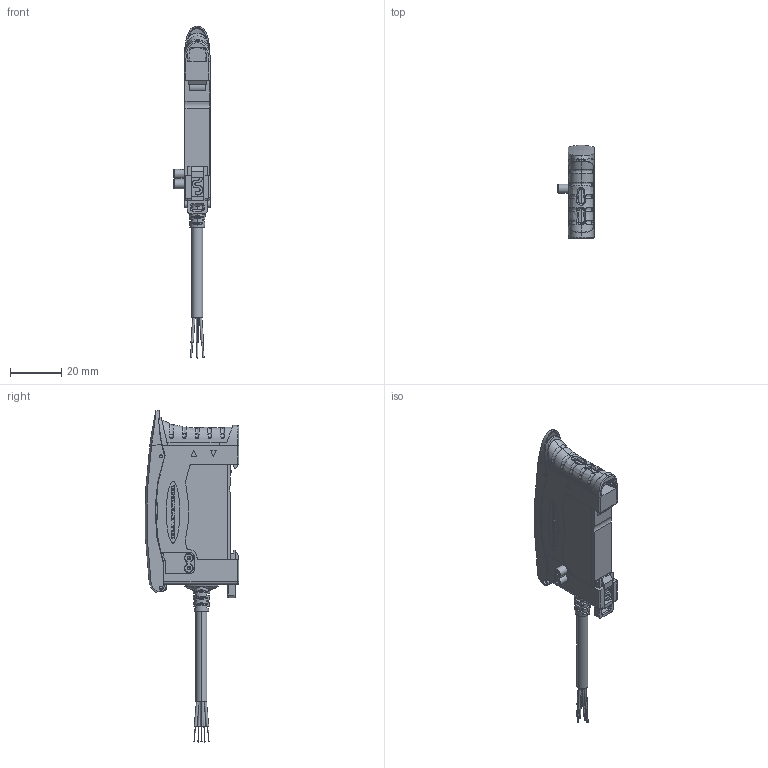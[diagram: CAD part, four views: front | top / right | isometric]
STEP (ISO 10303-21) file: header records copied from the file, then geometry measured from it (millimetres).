
FILE_DESCRIPTION((''),'2;1');
FILE_NAME('138508_SM01_ASM','2022-03-30T12:25:59',('PDMAdmin'),('BANNER ENGINEERING'),'CREO PARAMETRIC BY PTC INC, 2019292','CREO PARAMETRIC BY PTC INC, 2019292','');
FILE_SCHEMA(('CONFIG_CONTROL_DESIGN'));
Products named in the file (5): 138508_EP01; 63695; D10_CABLE; 63695_ASM; 138508_SM01_ASM
Assembly tree (4 placements, depth 3):
  138508_SM01_ASM
    138508_EP01
    63695_ASM
      63695
      D10_CABLE
Bounding box: 14.2 x 36.39 x 129.64 mm (x, y, z)
Volume: 20547.2 mm3; surface area: 10695.6 mm2
Topology: 3 solids, 4 shells, 1422 faces, 3915 edges, 2548 vertices
Faces by surface type: plane 631, extrusion 389, cylinder 225, bspline 132, torus 31, sphere 8, cone 6
Entity records: 63454 total; most frequent: CARTESIAN_POINT 29898, ORIENTED_EDGE 7788, DIRECTION 5269, EDGE_CURVE 3897, VERTEX_POINT 2548, VECTOR 2323, LINE 1934, B_SPLINE_CURVE_WITH_KNOTS 1793
